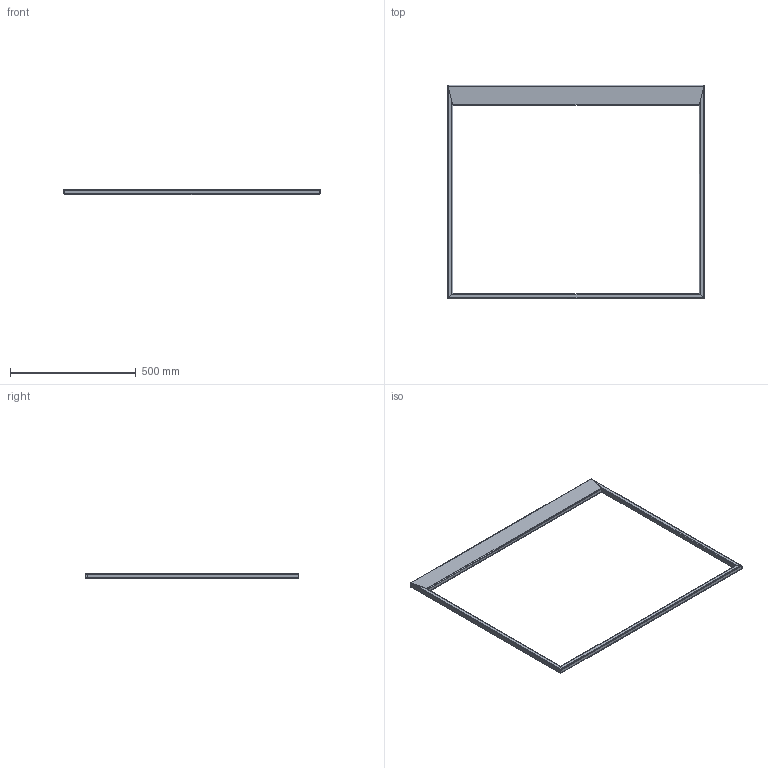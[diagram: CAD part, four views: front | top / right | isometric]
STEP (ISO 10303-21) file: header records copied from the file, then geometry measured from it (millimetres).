
FILE_DESCRIPTION (( 'STEP AP203' ), '1' );
FILE_NAME ('tubes.STEP', '2022-04-02T15:47:55', ( '' ), ( '' ), 'SwSTEP 2.0', 'SolidWorks 2021', '' );
FILE_SCHEMA (( 'CONFIG_CONTROL_DESIGN' ));
Length unit declared in the file: millimetre
Products named in the file (1): tubes
Bounding box: 1020 x 850 x 20 mm (x, y, z)
Volume: 721316.8 mm3; surface area: 723946 mm2
Topology: 4 solids, 4 shells, 72 faces, 192 edges, 128 vertices
Faces by surface type: plane 40, cylinder 32
Entity records: 2283 total; most frequent: CARTESIAN_POINT 585, ORIENTED_EDGE 384, DIRECTION 274, EDGE_CURVE 192, VERTEX_POINT 128, LINE 128, VECTOR 128, EDGE_LOOP 80
